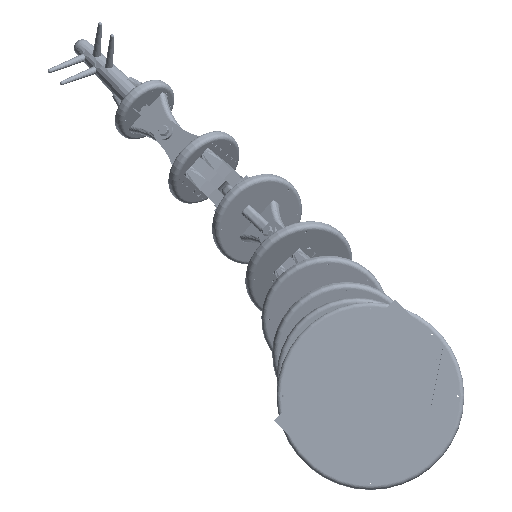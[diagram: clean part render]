
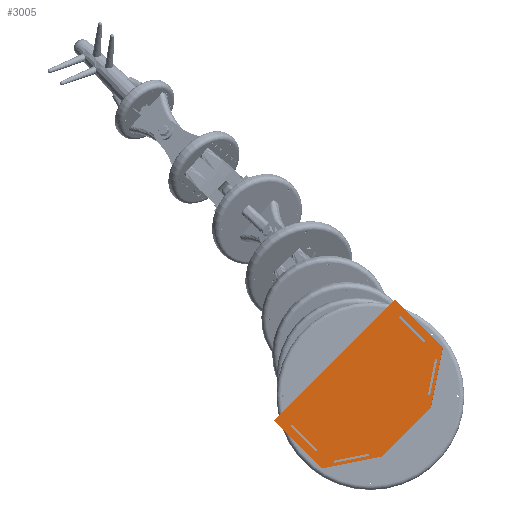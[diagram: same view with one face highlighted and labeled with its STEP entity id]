
A CAD part, top view. The second image highlights one B-rep face of the part: STEP entity #3005.
In plain terms, the highlighted face is planar.
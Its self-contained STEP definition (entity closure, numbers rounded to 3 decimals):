
#3005=ADVANCED_FACE('0:5225',(#5533,#5534,#5535,#5536,#5537),#5538,.T.);
#5533=FACE_OUTER_BOUND('',#7829,.T.);
#5534=FACE_BOUND('',#7830,.T.);
#5535=FACE_BOUND('',#7831,.T.);
#5536=FACE_BOUND('',#7832,.T.);
#5537=FACE_BOUND('',#7833,.T.);
#5538=PLANE('',#7834);
#7829=EDGE_LOOP('',(#13973,#13974,#13975,#13976,#13977,#13978));
#7830=EDGE_LOOP('',(#13979,#13980,#13981,#13982,#13983,#13984));
#7831=EDGE_LOOP('',(#13985,#13986,#13987,#13988));
#7832=EDGE_LOOP('',(#13989,#13990,#13991,#13992));
#7833=EDGE_LOOP('',(#13993,#13994,#13995,#13996,#13997,#13998));
#7834=AXIS2_PLACEMENT_3D('',#13999,#14000,#14001);
#13973=ORIENTED_EDGE('',*,*,#15494,.F.);
#13974=ORIENTED_EDGE('',*,*,#15904,.F.);
#13975=ORIENTED_EDGE('',*,*,#16444,.F.);
#13976=ORIENTED_EDGE('',*,*,#15812,.F.);
#13977=ORIENTED_EDGE('',*,*,#15819,.F.);
#13978=ORIENTED_EDGE('',*,*,#15203,.F.);
#13979=ORIENTED_EDGE('',*,*,#15588,.T.);
#13980=ORIENTED_EDGE('',*,*,#16232,.T.);
#13981=ORIENTED_EDGE('',*,*,#16442,.T.);
#13982=ORIENTED_EDGE('',*,*,#16176,.T.);
#13983=ORIENTED_EDGE('',*,*,#16225,.T.);
#13984=ORIENTED_EDGE('',*,*,#14413,.T.);
#13985=ORIENTED_EDGE('',*,*,#16128,.T.);
#13986=ORIENTED_EDGE('',*,*,#16463,.T.);
#13987=ORIENTED_EDGE('',*,*,#14919,.T.);
#13988=ORIENTED_EDGE('',*,*,#16326,.T.);
#13989=ORIENTED_EDGE('',*,*,#16753,.T.);
#13990=ORIENTED_EDGE('',*,*,#14620,.T.);
#13991=ORIENTED_EDGE('',*,*,#16666,.T.);
#13992=ORIENTED_EDGE('',*,*,#15348,.T.);
#13993=ORIENTED_EDGE('',*,*,#15571,.T.);
#13994=ORIENTED_EDGE('',*,*,#14842,.T.);
#13995=ORIENTED_EDGE('',*,*,#14366,.T.);
#13996=ORIENTED_EDGE('',*,*,#15208,.T.);
#13997=ORIENTED_EDGE('',*,*,#15462,.T.);
#13998=ORIENTED_EDGE('',*,*,#16776,.T.);
#13999=CARTESIAN_POINT('',(0.0,0.0,0.0));
#14000=DIRECTION('',(0.0,0.0,-1.0));
#14001=DIRECTION('',(0.0,-1.0,0.0));
#14366=EDGE_CURVE('',#16893,#16897,#16899,.T.);
#14413=EDGE_CURVE('',#16974,#16978,#16980,.T.);
#14620=EDGE_CURVE('NONE',#17342,#17343,#17344,.T.);
#14842=EDGE_CURVE('NONE',#17723,#16893,#17724,.T.);
#14919=EDGE_CURVE('NONE',#17845,#17846,#17847,.T.);
#15203=EDGE_CURVE('NONE',#18315,#18316,#18317,.T.);
#15208=EDGE_CURVE('NONE',#16897,#18324,#18325,.T.);
#15348=EDGE_CURVE('NONE',#18541,#18542,#18543,.T.);
#15462=EDGE_CURVE('NONE',#18324,#18706,#18709,.T.);
#15494=EDGE_CURVE('NONE',#18759,#18315,#18760,.T.);
#15571=EDGE_CURVE('NONE',#18875,#17723,#18876,.T.);
#15588=EDGE_CURVE('NONE',#16978,#18899,#18900,.T.);
#15812=EDGE_CURVE('NONE',#19215,#19216,#19217,.T.);
#15819=EDGE_CURVE('NONE',#18316,#19215,#19226,.T.);
#15904=EDGE_CURVE('NONE',#19353,#18759,#19354,.T.);
#16128=EDGE_CURVE('NONE',#19650,#19651,#19652,.T.);
#16176=EDGE_CURVE('NONE',#19708,#19709,#19710,.T.);
#16225=EDGE_CURVE('NONE',#19709,#16974,#19776,.T.);
#16232=EDGE_CURVE('NONE',#18899,#19783,#19786,.T.);
#16326=EDGE_CURVE('NONE',#17846,#19650,#19902,.T.);
#16442=EDGE_CURVE('',#19783,#19708,#20033,.T.);
#16444=EDGE_CURVE('NONE',#19216,#19353,#20035,.T.);
#16463=EDGE_CURVE('NONE',#19651,#17845,#20057,.T.);
#16666=EDGE_CURVE('NONE',#17343,#18541,#20278,.T.);
#16753=EDGE_CURVE('NONE',#18542,#17342,#20365,.T.);
#16776=EDGE_CURVE('',#18706,#18875,#20388,.T.);
#16893=VERTEX_POINT('',#20525);
#16897=VERTEX_POINT('NONE',#20530);
#16899=CIRCLE('',#20533,1.587);
#16974=VERTEX_POINT('',#20665);
#16978=VERTEX_POINT('NONE',#20670);
#16980=CIRCLE('',#20673,1.587);
#17342=VERTEX_POINT('NONE',#21668);
#17343=VERTEX_POINT('NONE',#21669);
#17344=CIRCLE('',#21670,1.588);
#17723=VERTEX_POINT('NONE',#22519);
#17724=CIRCLE('',#22520,1.587);
#17845=VERTEX_POINT('NONE',#22881);
#17846=VERTEX_POINT('NONE',#22882);
#17847=LINE('',#22883,#22884);
#18315=VERTEX_POINT('NONE',#23816);
#18316=VERTEX_POINT('NONE',#23817);
#18317=LINE('',#23818,#23819);
#18324=VERTEX_POINT('NONE',#23829);
#18325=LINE('',#23830,#23831);
#18541=VERTEX_POINT('NONE',#24344);
#18542=VERTEX_POINT('NONE',#24345);
#18543=CIRCLE('',#24346,1.588);
#18706=VERTEX_POINT('',#24870);
#18709=CIRCLE('',#24874,1.587);
#18759=VERTEX_POINT('NONE',#24963);
#18760=LINE('',#24964,#24965);
#18875=VERTEX_POINT('NONE',#25126);
#18876=LINE('',#25127,#25128);
#18899=VERTEX_POINT('NONE',#25161);
#18900=LINE('',#25162,#25163);
#19215=VERTEX_POINT('NONE',#25997);
#19216=VERTEX_POINT('NONE',#25998);
#19217=LINE('',#25999,#26000);
#19226=LINE('',#26012,#26013);
#19353=VERTEX_POINT('NONE',#26190);
#19354=LINE('',#26191,#26192);
#19650=VERTEX_POINT('NONE',#26861);
#19651=VERTEX_POINT('NONE',#26862);
#19652=LINE('',#26863,#26864);
#19708=VERTEX_POINT('NONE',#27061);
#19709=VERTEX_POINT('NONE',#27062);
#19710=LINE('',#27063,#27064);
#19776=CIRCLE('',#27142,1.587);
#19783=VERTEX_POINT('',#27150);
#19786=CIRCLE('',#27154,1.587);
#19902=CIRCLE('',#27453,1.588);
#20033=CIRCLE('',#27711,1.587);
#20035=LINE('',#27713,#27714);
#20057=CIRCLE('',#27744,1.588);
#20278=LINE('',#28421,#28422);
#20365=LINE('',#28626,#28627);
#20388=CIRCLE('',#28687,1.587);
#20525=CARTESIAN_POINT('',(108.099,44.773,0.0));
#20530=CARTESIAN_POINT('',(105.631,46.094,0.0));
#20533=AXIS2_PLACEMENT_3D('',#28799,#28800,#28801);
#20665=CARTESIAN_POINT('',(-62.656,16.594,0.0));
#20670=CARTESIAN_POINT('',(-63.363,17.915,0.0));
#20673=AXIS2_PLACEMENT_3D('',#28859,#28860,#28861);
#21668=CARTESIAN_POINT('',(112.713,76.977,0.0));
#21669=CARTESIAN_POINT('',(115.888,76.977,0.0));
#21670=AXIS2_PLACEMENT_3D('',#29118,#29119,#29120);
#22519=CARTESIAN_POINT('',(107.392,43.452,0.0));
#22520=AXIS2_PLACEMENT_3D('',#29411,#29412,#29413);
#22881=CARTESIAN_POINT('',(-112.713,76.977,0.0));
#22882=CARTESIAN_POINT('',(-112.713,127.777,0.0));
#22883=CARTESIAN_POINT('',(-112.713,76.977,0.0));
#22884=VECTOR('',#29496,1.0);
#23816=CARTESIAN_POINT('',(-127.0,50.8,0.0));
#23817=CARTESIAN_POINT('',(-50.8,0.,0.0));
#23818=CARTESIAN_POINT('',(-50.8,0.,0.0));
#23819=VECTOR('',#29872,1.0);
#23829=CARTESIAN_POINT('',(63.363,17.915,0.0));
#23830=CARTESIAN_POINT('',(105.631,46.094,0.0));
#23831=VECTOR('',#29876,1.0);
#24344=CARTESIAN_POINT('',(115.888,127.777,0.0));
#24345=CARTESIAN_POINT('',(112.713,127.777,0.0));
#24346=AXIS2_PLACEMENT_3D('',#30033,#30034,#30035);
#24870=CARTESIAN_POINT('',(62.656,16.594,0.0));
#24874=AXIS2_PLACEMENT_3D('',#30165,#30166,#30167);
#24963=CARTESIAN_POINT('',(-127.0,152.4,0.0));
#24964=CARTESIAN_POINT('',(-127.0,50.8,0.0));
#24965=VECTOR('',#30230,1.0);
#25126=CARTESIAN_POINT('',(65.124,15.273,0.0));
#25127=CARTESIAN_POINT('',(107.392,43.452,0.0));
#25128=VECTOR('',#30307,1.0);
#25161=CARTESIAN_POINT('',(-105.631,46.094,0.0));
#25162=CARTESIAN_POINT('',(-105.631,46.094,0.0));
#25163=VECTOR('',#30321,1.0);
#25997=CARTESIAN_POINT('',(50.8,0.,0.0));
#25998=CARTESIAN_POINT('',(127.0,50.8,0.0));
#25999=CARTESIAN_POINT('',(127.0,50.8,0.0));
#26000=VECTOR('',#30557,1.0);
#26012=CARTESIAN_POINT('',(50.8,0.,0.0));
#26013=VECTOR('',#30564,1.0);
#26190=CARTESIAN_POINT('',(127.0,152.4,0.0));
#26191=CARTESIAN_POINT('',(-127.0,152.4,0.0));
#26192=VECTOR('',#30663,1.0);
#26861=CARTESIAN_POINT('',(-115.888,127.777,0.0));
#26862=CARTESIAN_POINT('',(-115.888,76.977,-0.0));
#26863=CARTESIAN_POINT('',(-115.888,76.977,0.0));
#26864=VECTOR('',#30896,1.0);
#27061=CARTESIAN_POINT('',(-107.392,43.452,0.0));
#27062=CARTESIAN_POINT('',(-65.124,15.273,0.0));
#27063=CARTESIAN_POINT('',(-107.392,43.452,0.0));
#27064=VECTOR('',#30950,1.0);
#27142=AXIS2_PLACEMENT_3D('',#31035,#31036,#31037);
#27150=CARTESIAN_POINT('',(-108.099,44.773,0.0));
#27154=AXIS2_PLACEMENT_3D('',#31046,#31047,#31048);
#27453=AXIS2_PLACEMENT_3D('',#31147,#31148,#31149);
#27711=AXIS2_PLACEMENT_3D('',#31275,#31276,#31277);
#27713=CARTESIAN_POINT('',(127.0,152.4,0.0));
#27714=VECTOR('',#31278,1.0);
#27744=AXIS2_PLACEMENT_3D('',#31296,#31297,#31298);
#28421=CARTESIAN_POINT('',(115.888,76.977,0.0));
#28422=VECTOR('',#31490,1.0);
#28626=CARTESIAN_POINT('',(112.713,76.977,0.0));
#28627=VECTOR('',#31545,1.0);
#28687=AXIS2_PLACEMENT_3D('',#31554,#31555,#31556);
#28799=CARTESIAN_POINT('',(106.512,44.773,0.0));
#28800=DIRECTION('',(0.0,0.0,1.0));
#28801=DIRECTION('',(-1.0,0.0,0.0));
#28859=CARTESIAN_POINT('',(-64.244,16.594,0.0));
#28860=DIRECTION('',(0.0,0.0,1.0));
#28861=DIRECTION('',(1.0,0.0,0.0));
#29118=CARTESIAN_POINT('',(114.3,76.977,0.0));
#29119=DIRECTION('',(0.0,0.0,1.0));
#29120=DIRECTION('',(-1.0,0.0,0.0));
#29411=CARTESIAN_POINT('',(106.512,44.773,0.0));
#29412=DIRECTION('',(0.0,0.0,1.0));
#29413=DIRECTION('',(-1.0,0.0,0.0));
#29496=DIRECTION('',(0.0,1.0,0.0));
#29872=DIRECTION('',(0.832,-0.555,-0.0));
#29876=DIRECTION('',(-0.832,-0.555,0.0));
#30033=CARTESIAN_POINT('',(114.3,127.777,0.0));
#30034=DIRECTION('',(0.0,0.0,1.0));
#30035=DIRECTION('',(-1.0,0.0,0.0));
#30165=CARTESIAN_POINT('',(64.244,16.594,0.0));
#30166=DIRECTION('',(0.0,0.0,1.0));
#30167=DIRECTION('',(-1.0,0.0,0.0));
#30230=DIRECTION('',(-0.0,-1.0,-0.0));
#30307=DIRECTION('',(0.832,0.555,-0.0));
#30321=DIRECTION('',(-0.832,0.555,-0.0));
#30557=DIRECTION('',(0.832,0.555,-0.0));
#30564=DIRECTION('',(1.0,-0.0,-0.0));
#30663=DIRECTION('',(-1.0,-0.0,-0.0));
#30896=DIRECTION('',(-0.0,-1.0,-0.0));
#30950=DIRECTION('',(0.832,-0.555,0.0));
#31035=CARTESIAN_POINT('',(-64.244,16.594,0.0));
#31036=DIRECTION('',(0.0,0.0,1.0));
#31037=DIRECTION('',(1.0,0.0,0.0));
#31046=CARTESIAN_POINT('',(-106.512,44.773,0.0));
#31047=DIRECTION('',(0.0,0.0,1.0));
#31048=DIRECTION('',(1.0,0.0,0.0));
#31147=CARTESIAN_POINT('',(-114.3,127.777,0.0));
#31148=DIRECTION('',(0.0,0.0,1.0));
#31149=DIRECTION('',(1.0,0.0,0.0));
#31275=CARTESIAN_POINT('',(-106.512,44.773,0.0));
#31276=DIRECTION('',(0.0,0.0,1.0));
#31277=DIRECTION('',(1.0,0.0,0.0));
#31278=DIRECTION('',(-0.0,1.0,-0.0));
#31296=CARTESIAN_POINT('',(-114.3,76.977,0.0));
#31297=DIRECTION('',(0.0,0.0,1.0));
#31298=DIRECTION('',(1.0,0.0,0.0));
#31490=DIRECTION('',(0.0,1.0,0.0));
#31545=DIRECTION('',(-0.0,-1.0,-0.0));
#31554=CARTESIAN_POINT('',(64.244,16.594,0.0));
#31555=DIRECTION('',(0.0,0.0,1.0));
#31556=DIRECTION('',(-1.0,0.0,0.0));
